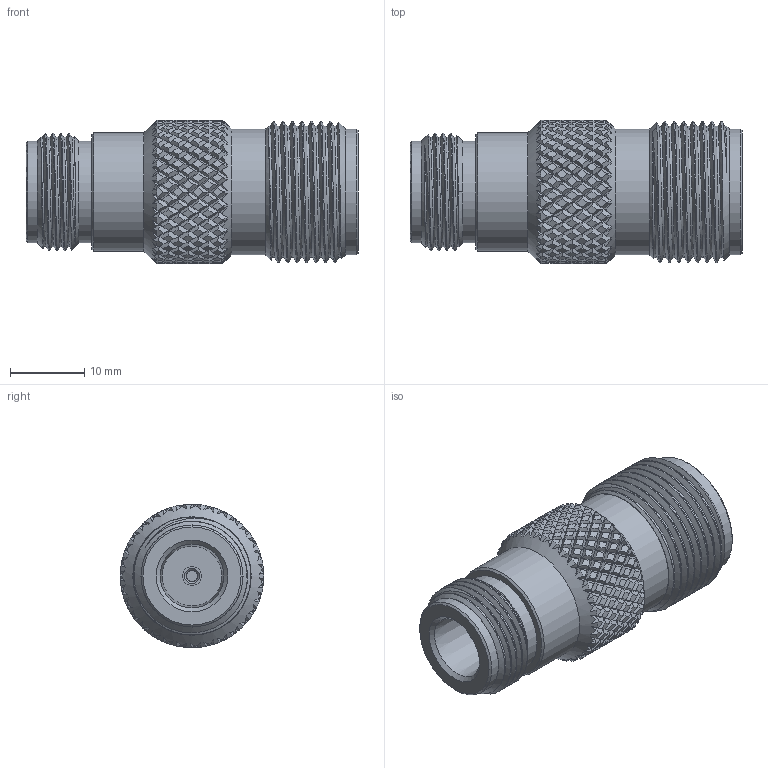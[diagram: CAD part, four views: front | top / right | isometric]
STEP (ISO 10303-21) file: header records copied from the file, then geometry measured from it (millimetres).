
FILE_DESCRIPTION (( 'STEP AP203' ), '1' );
FILE_NAME ('PE9360_3D.step', '2021-11-10T16:14:26', ( '' ), ( '' ), 'SwSTEP 2.0', 'SolidWorks 2021', '' );
FILE_SCHEMA (( 'CONFIG_CONTROL_DESIGN' ));
Length unit declared in the file: inch
Products named in the file (1): PE9360_3D
Bounding box: 44.7 x 19.3 x 19.3 mm (x, y, z)
Volume: 7929.1 mm3; surface area: 5034.5 mm2
Topology: 1 solids, 1 shells, 1333 faces, 2866 edges, 1548 vertices
Faces by surface type: bspline 998, cylinder 272, plane 39, cone 24
Full cylindrical faces by diameter (mm): 2.886 x1, 13.716 x2, 15.958 x1, 16.942 x2
Entity records: 60971 total; most frequent: CARTESIAN_POINT 43509, ORIENTED_EDGE 5668, EDGE_CURVE 2834, VERTEX_POINT 1536, EDGE_LOOP 1364, FACE_OUTER_BOUND 1338, ADVANCED_FACE 1332, B_SPLINE_CURVE_WITH_KNOTS 1152
